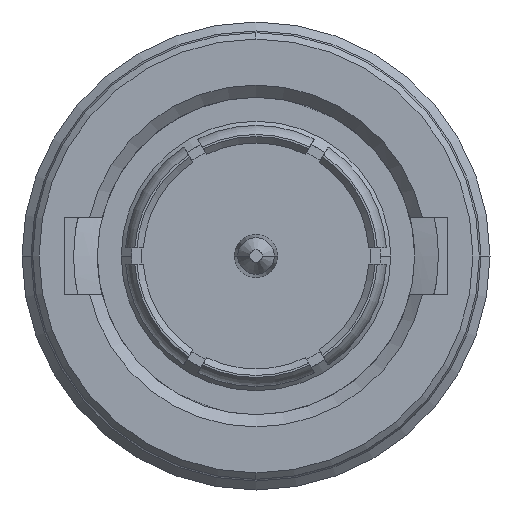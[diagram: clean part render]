
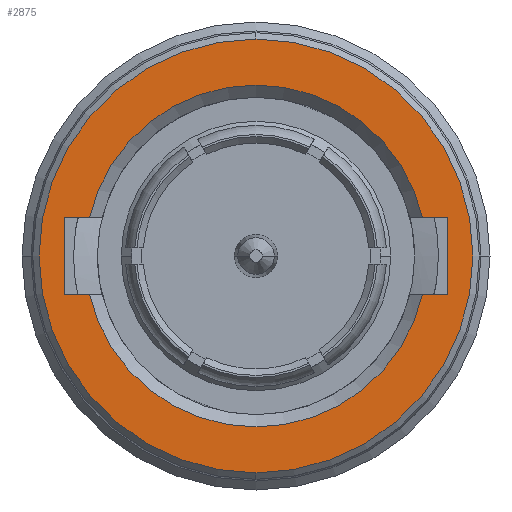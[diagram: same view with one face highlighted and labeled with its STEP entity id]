
A CAD part, left-side view. The second image highlights one B-rep face of the part: STEP entity #2875.
In plain terms, the highlighted planar face has unit normal (-1, 0, 0).
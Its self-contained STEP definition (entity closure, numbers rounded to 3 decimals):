
#501=CARTESIAN_POINT('',(-17.,0.,0.));
#502=DIRECTION('',(-1.,0.,0.));
#503=DIRECTION('',(0.,0.,1.));
#504=AXIS2_PLACEMENT_3D('',#501,#502,#503);
#506=CARTESIAN_POINT('',(-17.,0.,0.));
#507=DIRECTION('',(-1.,0.,0.));
#508=DIRECTION('',(0.,0.,-1.));
#509=AXIS2_PLACEMENT_3D('',#506,#507,#508);
#511=DIRECTION('',(0.,-1.,0.));
#512=VECTOR('',#511,0.784);
#513=CARTESIAN_POINT('',(-17.,-5.16,-1.194));
#514=LINE('',#513,#512);
#515=DIRECTION('',(0.,0.,1.));
#516=VECTOR('',#515,2.388);
#517=CARTESIAN_POINT('',(-17.,-5.944,-1.194));
#518=LINE('',#517,#516);
#519=DIRECTION('',(0.,1.,0.));
#520=VECTOR('',#519,0.784);
#521=CARTESIAN_POINT('',(-17.,-5.944,1.194));
#522=LINE('',#521,#520);
#523=DIRECTION('',(0.,1.,0.));
#524=VECTOR('',#523,0.784);
#525=CARTESIAN_POINT('',(-17.,5.16,1.194));
#526=LINE('',#525,#524);
#527=DIRECTION('',(0.,0.,-1.));
#528=VECTOR('',#527,2.388);
#529=CARTESIAN_POINT('',(-17.,5.944,1.194));
#530=LINE('',#529,#528);
#531=DIRECTION('',(0.,-1.,0.));
#532=VECTOR('',#531,0.784);
#533=CARTESIAN_POINT('',(-17.,5.944,-1.194));
#534=LINE('',#533,#532);
#822=CARTESIAN_POINT('',(-17.,0.,0.));
#823=DIRECTION('',(1.,0.,0.));
#824=DIRECTION('',(0.,0.974,0.225));
#825=AXIS2_PLACEMENT_3D('',#822,#823,#824);
#827=CARTESIAN_POINT('',(-17.,0.,0.));
#828=DIRECTION('',(1.,0.,0.));
#829=DIRECTION('',(0.,-0.974,-0.225));
#830=AXIS2_PLACEMENT_3D('',#827,#828,#829);
#2099=CARTESIAN_POINT('',(-17.,5.16,1.194));
#2100=CARTESIAN_POINT('',(-17.,5.944,1.194));
#2101=VERTEX_POINT('',#2099);
#2102=VERTEX_POINT('',#2100);
#2103=CARTESIAN_POINT('',(-17.,5.944,-1.194));
#2104=VERTEX_POINT('',#2103);
#2105=CARTESIAN_POINT('',(-17.,5.16,-1.194));
#2106=VERTEX_POINT('',#2105);
#2113=CARTESIAN_POINT('',(-17.,-5.16,-1.194));
#2114=CARTESIAN_POINT('',(-17.,-5.944,-1.194));
#2115=VERTEX_POINT('',#2113);
#2116=VERTEX_POINT('',#2114);
#2117=CARTESIAN_POINT('',(-17.,-5.944,1.194));
#2118=VERTEX_POINT('',#2117);
#2119=CARTESIAN_POINT('',(-17.,-5.16,1.194));
#2120=VERTEX_POINT('',#2119);
#2169=CARTESIAN_POINT('',(-17.,0.,6.72));
#2170=CARTESIAN_POINT('',(-17.,0.,-6.72));
#2171=VERTEX_POINT('',#2169);
#2172=VERTEX_POINT('',#2170);
#2849=CARTESIAN_POINT('',(-17.,0.,0.));
#2850=DIRECTION('',(1.,0.,0.));
#2851=DIRECTION('',(0.,0.,1.));
#2852=AXIS2_PLACEMENT_3D('',#2849,#2850,#2851);
#2853=PLANE('',#2852);
#2855=ORIENTED_EDGE('',*,*,#2854,.F.);
#2856=ORIENTED_EDGE('',*,*,#2839,.F.);
#2857=EDGE_LOOP('',(#2855,#2856));
#2858=FACE_OUTER_BOUND('',#2857,.F.);
#2859=ORIENTED_EDGE('',*,*,#2583,.T.);
#2861=ORIENTED_EDGE('',*,*,#2860,.T.);
#2863=ORIENTED_EDGE('',*,*,#2862,.T.);
#2865=ORIENTED_EDGE('',*,*,#2864,.F.);
#2867=ORIENTED_EDGE('',*,*,#2866,.T.);
#2869=ORIENTED_EDGE('',*,*,#2868,.T.);
#2870=ORIENTED_EDGE('',*,*,#2744,.T.);
#2872=ORIENTED_EDGE('',*,*,#2871,.F.);
#2873=EDGE_LOOP('',(#2859,#2861,#2863,#2865,#2867,#2869,#2870,#2872));
#2874=FACE_BOUND('',#2873,.F.);
#2875=ADVANCED_FACE('',(#2858,#2874),#2853,.F.);
#505=CIRCLE('',#504,6.72);
#510=CIRCLE('',#509,6.72);
#826=CIRCLE('',#825,5.296);
#831=CIRCLE('',#830,5.296);
#2583=EDGE_CURVE('',#2115,#2116,#514,.T.);
#2744=EDGE_CURVE('',#2104,#2106,#534,.T.);
#2839=EDGE_CURVE('',#2172,#2171,#510,.T.);
#2854=EDGE_CURVE('',#2171,#2172,#505,.T.);
#2860=EDGE_CURVE('',#2116,#2118,#518,.T.);
#2862=EDGE_CURVE('',#2118,#2120,#522,.T.);
#2864=EDGE_CURVE('',#2101,#2120,#826,.T.);
#2866=EDGE_CURVE('',#2101,#2102,#526,.T.);
#2868=EDGE_CURVE('',#2102,#2104,#530,.T.);
#2871=EDGE_CURVE('',#2115,#2106,#831,.T.);
